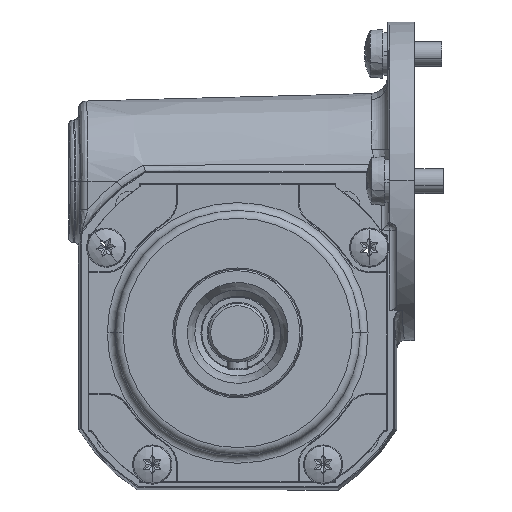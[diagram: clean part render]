
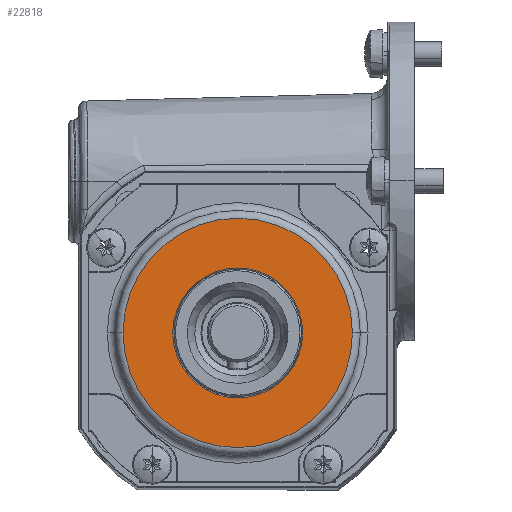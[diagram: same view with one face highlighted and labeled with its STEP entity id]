
A CAD part, top view. The second image highlights one B-rep face of the part: STEP entity #22818.
In plain terms, the highlighted planar face has unit normal (0, 0, 1).
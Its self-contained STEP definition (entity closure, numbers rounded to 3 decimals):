
#2314 = CIRCLE ( 'NONE', #22533, 13.264 ) ;
#2323 = CIRCLE ( 'NONE', #22539, 23.4 ) ;
#6240 = AXIS2_PLACEMENT_3D ( 'NONE', #25922, #25928, #25932 ) ;
#6630 = CARTESIAN_POINT ( 'NONE',  ( 23.4, -31., 30.5 ) ) ;
#6631 = CARTESIAN_POINT ( 'NONE',  ( -23.4, -31., 30.5 ) ) ;
#6635 = CARTESIAN_POINT ( 'NONE',  ( 13.264, -31., 30.5 ) ) ;
#6636 = CARTESIAN_POINT ( 'NONE',  ( -13.264, -31., 30.5 ) ) ;
#8566 = EDGE_CURVE ( 'NONE', #14681, #14682, #2314, .T. ) ;
#8576 = EDGE_CURVE ( 'NONE', #14676, #14677, #2323, .T. ) ;
#13203 = ORIENTED_EDGE ( 'NONE', *, *, #8576, .T. ) ;
#13204 = ORIENTED_EDGE ( 'NONE', *, *, #28247, .T. ) ;
#13205 = ORIENTED_EDGE ( 'NONE', *, *, #28252, .T. ) ;
#13206 = ORIENTED_EDGE ( 'NONE', *, *, #8566, .T. ) ;
#13356 = EDGE_LOOP ( 'NONE', ( #13206, #13205 ) ) ;
#13359 = EDGE_LOOP ( 'NONE', ( #13204, #13203 ) ) ;
#13686 = AXIS2_PLACEMENT_3D ( 'NONE', #18336, #18337, #18338 ) ;
#13687 = AXIS2_PLACEMENT_3D ( 'NONE', #18341, #18342, #18343 ) ;
#14676 = VERTEX_POINT ( 'NONE', #6630 ) ;
#14677 = VERTEX_POINT ( 'NONE', #6631 ) ;
#14681 = VERTEX_POINT ( 'NONE', #6635 ) ;
#14682 = VERTEX_POINT ( 'NONE', #6636 ) ;
#18336 = CARTESIAN_POINT ( 'NONE',  ( 0., -31., 30.5 ) ) ;
#18337 = DIRECTION ( 'NONE',  ( 0., 0., 1. ) ) ;
#18338 = DIRECTION ( 'NONE',  ( -1., 0., 0. ) ) ;
#18341 = CARTESIAN_POINT ( 'NONE',  ( 0., -31., 30.5 ) ) ;
#18342 = DIRECTION ( 'NONE',  ( 0., 0., -1. ) ) ;
#18343 = DIRECTION ( 'NONE',  ( -1., 0., 0. ) ) ;
#19323 = FACE_OUTER_BOUND ( 'NONE', #13359, .T. ) ;
#19324 = FACE_BOUND ( 'NONE', #13356, .T. ) ;
#21649 = CARTESIAN_POINT ( 'NONE',  ( 0., -31., 30.5 ) ) ;
#21650 = DIRECTION ( 'NONE',  ( 0., 0., -1. ) ) ;
#21651 = DIRECTION ( 'NONE',  ( -1., 0., 0. ) ) ;
#21694 = CARTESIAN_POINT ( 'NONE',  ( 0., -31., 30.5 ) ) ;
#21695 = DIRECTION ( 'NONE',  ( 0., 0., 1. ) ) ;
#21696 = DIRECTION ( 'NONE',  ( -1., 0., 0. ) ) ;
#22533 = AXIS2_PLACEMENT_3D ( 'NONE', #21649, #21650, #21651 ) ;
#22539 = AXIS2_PLACEMENT_3D ( 'NONE', #21694, #21695, #21696 ) ;
#22818 = ADVANCED_FACE ( 'NONE', ( #19324, #19323 ), #25930, .F. ) ;
#25922 = CARTESIAN_POINT ( 'NONE',  ( 0., -6., 30.5 ) ) ;
#25928 = DIRECTION ( 'NONE',  ( 0., 0., -1. ) ) ;
#25930 = PLANE ( 'NONE',  #6240 ) ;
#25932 = DIRECTION ( 'NONE',  ( -1., 0., 0. ) ) ;
#27910 = CIRCLE ( 'NONE', #13686, 23.4 ) ;
#27911 = CIRCLE ( 'NONE', #13687, 13.264 ) ;
#28247 = EDGE_CURVE ( 'NONE', #14677, #14676, #27910, .T. ) ;
#28252 = EDGE_CURVE ( 'NONE', #14682, #14681, #27911, .T. ) ;
